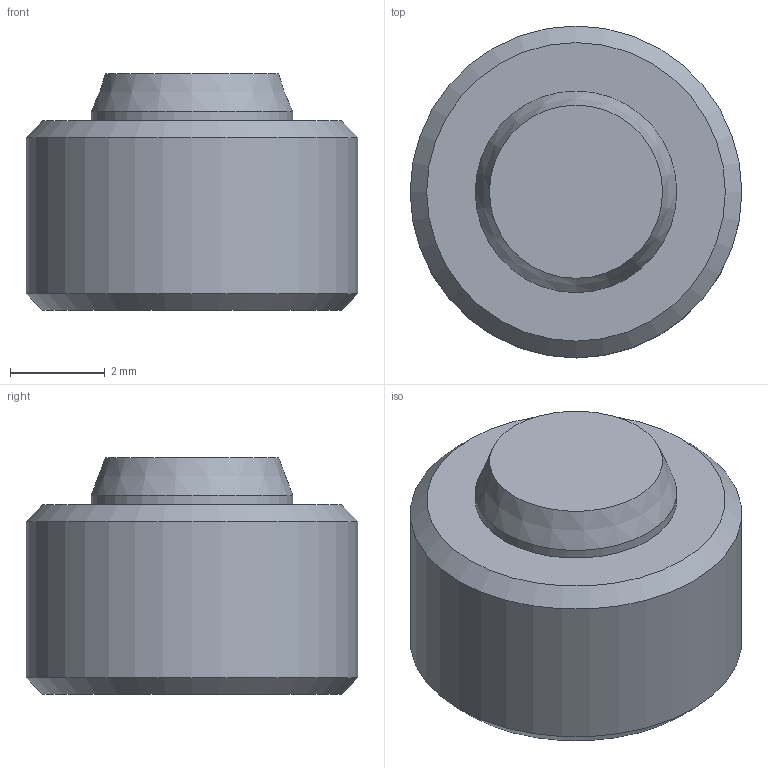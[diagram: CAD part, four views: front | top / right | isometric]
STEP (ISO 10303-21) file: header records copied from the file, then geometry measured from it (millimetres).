
FILE_DESCRIPTION(/* description */ (''),/* implementation_level */ '2;1');
FILE_NAME(/* name */ 'Cap Head Bolt 4mm v1.step',/* time_stamp */ '2022-01-07T08:02:43+10:00',/* author */ (''),/* organization */ (''),/* preprocessor_version */ 'ST-DEVELOPER v18.1',/* originating_system */ 'Autodesk Translation Framework v10.10.0.1391',/* authorisation */ '');
FILE_SCHEMA (('AUTOMOTIVE_DESIGN { 1 0 10303 214 3 1 1 }'));
Length unit declared in the file: millimetre
Products named in the file (2): Cap Head Bolt 4mm; 90128A217_Zinc-Plated Alloy Steel Socket Head Screw
Assembly tree (1 placements, depth 2):
  Cap Head Bolt 4mm
    90128A217_Zinc-Plated Alloy Steel Socket Head Screw
Bounding box: 7 x 7 x 5 mm (x, y, z)
Volume: 146.3 mm3; surface area: 187.6 mm2
Topology: 1 solids, 1 shells, 21 faces, 37 edges, 20 vertices
Faces by surface type: plane 10, cone 9, cylinder 2
Full cylindrical faces by diameter (mm): 4.254 x1, 7 x1
Entity records: 540 total; most frequent: DIRECTION 93, CARTESIAN_POINT 93, ORIENTED_EDGE 74, AXIS2_PLACEMENT_3D 38, EDGE_CURVE 37, EDGE_LOOP 23, FACE_OUTER_BOUND 21, ADVANCED_FACE 21
